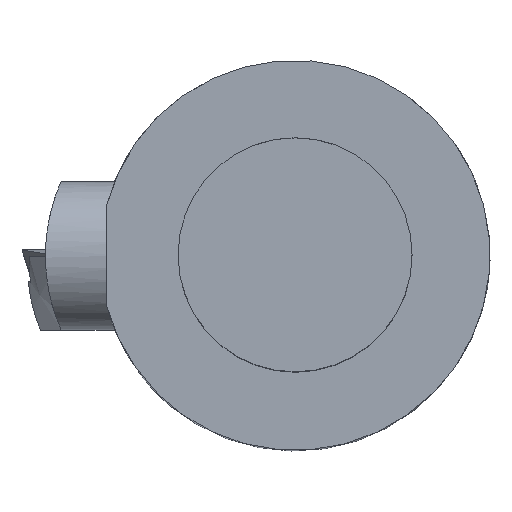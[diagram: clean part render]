
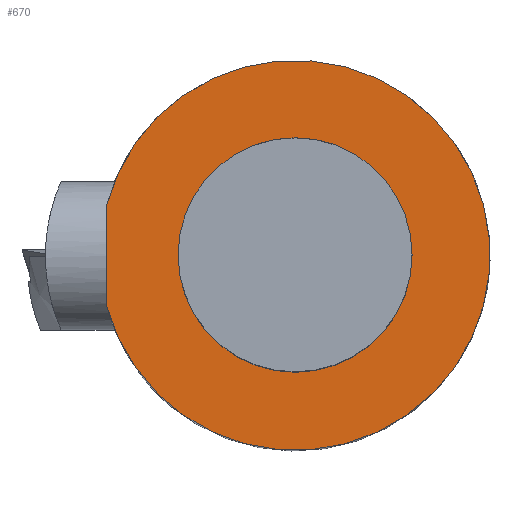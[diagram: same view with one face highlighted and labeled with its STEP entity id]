
A CAD part, top view. The second image highlights one B-rep face of the part: STEP entity #670.
In plain terms, the highlighted planar face has unit normal (0, 0, 1).
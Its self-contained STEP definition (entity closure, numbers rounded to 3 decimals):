
#379=EDGE_CURVE('240[2]',#951,#952,#953,.T.);
#421=EDGE_CURVE('240[2]',#951,#952,#1012,.T.);
#670=ADVANCED_FACE('240[2]',(#1326,#1327),#1328,.T.);
#729=EDGE_CURVE('240[2]',#1400,#1400,#1401,.T.);
#951=VERTEX_POINT('',#1771);
#952=VERTEX_POINT('',#1772);
#953=LINE('',#1773,#1774);
#1012=CIRCLE('',#1902,15.0);
#1326=FACE_OUTER_BOUND('',#2501,.T.);
#1327=FACE_BOUND('',#2502,.T.);
#1328=PLANE('',#2503);
#1400=VERTEX_POINT('',#2655);
#1401=CIRCLE('',#2656,9.0);
#1771=CARTESIAN_POINT('',(-14.5,3.841,0.0));
#1772=CARTESIAN_POINT('',(-14.5,-3.841,0.0));
#1773=CARTESIAN_POINT('',(-14.5,3.69,0.0));
#1774=VECTOR('',#2837,10.0);
#1902=AXIS2_PLACEMENT_3D('',#2903,#2904,#2905);
#2501=EDGE_LOOP('',(#3290,#3291));
#2502=EDGE_LOOP('',(#3292));
#2503=AXIS2_PLACEMENT_3D('',#3293,#3294,#3295);
#2655=CARTESIAN_POINT('',(9.0,0.0,0.0));
#2656=AXIS2_PLACEMENT_3D('',#3390,#3391,#3392);
#2837=DIRECTION('',(0.,-1.0,0.0));
#2903=CARTESIAN_POINT('',(0.,0.,0.0));
#2904=DIRECTION('',(0.0,-0.0,-1.0));
#2905=DIRECTION('',(1.0,0.,0.0));
#3290=ORIENTED_EDGE('',*,*,#379,.T.);
#3291=ORIENTED_EDGE('',*,*,#421,.F.);
#3292=ORIENTED_EDGE('',*,*,#729,.T.);
#3293=CARTESIAN_POINT('',(2.505,3.539,0.0));
#3294=DIRECTION('',(0.0,0.0,1.0));
#3295=DIRECTION('',(1.0,-0.0,0.0));
#3390=CARTESIAN_POINT('',(0.0,0.0,0.0));
#3391=DIRECTION('',(0.0,0.0,-1.0));
#3392=DIRECTION('',(1.0,0.0,0.0));
